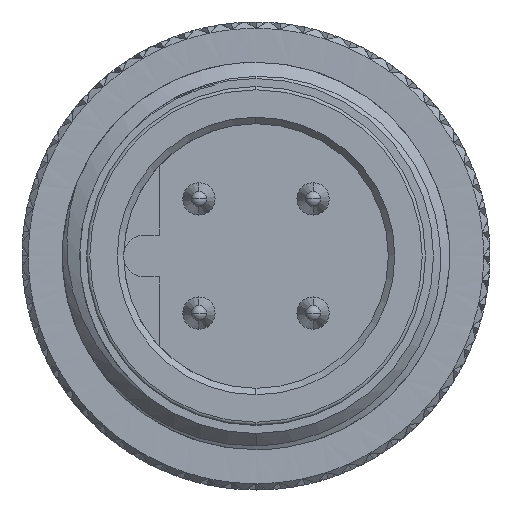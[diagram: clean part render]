
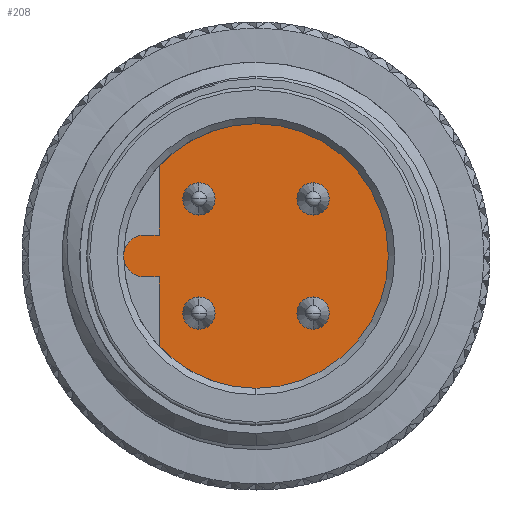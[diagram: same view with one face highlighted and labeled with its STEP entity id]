
A CAD part, left-side view. The second image highlights one B-rep face of the part: STEP entity #208.
In plain terms, the highlighted planar face has unit normal (-1, 0, 0).
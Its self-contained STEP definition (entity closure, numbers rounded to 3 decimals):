
#87 = VERTEX_POINT ( 'NONE', #13772 ) ;
#208 = ADVANCED_FACE ( 'NONE', ( #65834, #16923, #7893, #49850, #64769 ), #64242, .F. ) ;
#364 = CIRCLE ( 'NONE', #29214, 0.5 ) ;
#3012 = EDGE_CURVE ( 'NONE', #52079, #57790, #90439, .T. ) ;
#3245 = DIRECTION ( 'NONE',  ( 0., 0., -1. ) ) ;
#3507 = EDGE_CURVE ( 'NONE', #56603, #37768, #10535, .T. ) ;
#3691 = EDGE_CURVE ( 'NONE', #7122, #37768, #48463, .T. ) ;
#3982 = EDGE_CURVE ( 'NONE', #48791, #42205, #364, .T. ) ;
#4834 = VERTEX_POINT ( 'NONE', #39729 ) ;
#5984 = CIRCLE ( 'NONE', #24639, 0.5 ) ;
#6204 = AXIS2_PLACEMENT_3D ( 'NONE', #82706, #66763, #26325 ) ;
#6498 = LINE ( 'NONE', #34613, #78199 ) ;
#7122 = VERTEX_POINT ( 'NONE', #50094 ) ;
#7893 = FACE_BOUND ( 'NONE', #16360, .T. ) ;
#8792 = AXIS2_PLACEMENT_3D ( 'NONE', #72238, #97284, #80723 ) ;
#8926 = DIRECTION ( 'NONE',  ( 0., 0., -1. ) ) ;
#8998 = DIRECTION ( 'NONE',  ( -1., 0., 0. ) ) ;
#9099 = LINE ( 'NONE', #41476, #98404 ) ;
#10116 = AXIS2_PLACEMENT_3D ( 'NONE', #37591, #36029, #20603 ) ;
#10535 = CIRCLE ( 'NONE', #86982, 0.65 ) ;
#11739 = DIRECTION ( 'NONE',  ( 0., 1., 0. ) ) ;
#11789 = CARTESIAN_POINT ( 'NONE',  ( 0., 0., 0. ) ) ;
#12917 = CARTESIAN_POINT ( 'NONE',  ( 0., 0., 4.1 ) ) ;
#13772 = CARTESIAN_POINT ( 'NONE',  ( 0., 1.768, -1.268 ) ) ;
#14825 = ORIENTED_EDGE ( 'NONE', *, *, #3982, .T. ) ;
#16360 = EDGE_LOOP ( 'NONE', ( #14825, #51427 ) ) ;
#16465 = VERTEX_POINT ( 'NONE', #47084 ) ;
#16923 = FACE_BOUND ( 'NONE', #28294, .T. ) ;
#19105 = ORIENTED_EDGE ( 'NONE', *, *, #3507, .F. ) ;
#19706 = CARTESIAN_POINT ( 'NONE',  ( 0., -1.768, -1.768 ) ) ;
#19771 = VERTEX_POINT ( 'NONE', #102268 ) ;
#20398 = DIRECTION ( 'NONE',  ( 1., 0., 0. ) ) ;
#20603 = DIRECTION ( 'NONE',  ( 0., 0., -1. ) ) ;
#22271 = AXIS2_PLACEMENT_3D ( 'NONE', #64298, #87207, #48328 ) ;
#23478 = DIRECTION ( 'NONE',  ( 0., 0., -1. ) ) ;
#23497 = CARTESIAN_POINT ( 'NONE',  ( 0., 3.45, 0. ) ) ;
#23957 = EDGE_LOOP ( 'NONE', ( #60346, #39091 ) ) ;
#24639 = AXIS2_PLACEMENT_3D ( 'NONE', #36357, #20398, #8926 ) ;
#25428 = CARTESIAN_POINT ( 'NONE',  ( 0., -1.768, -1.268 ) ) ;
#25478 = CARTESIAN_POINT ( 'NONE',  ( 0., -1.768, -1.768 ) ) ;
#25640 = LINE ( 'NONE', #49551, #40613 ) ;
#26177 = DIRECTION ( 'NONE',  ( -1., 0., 0. ) ) ;
#26325 = DIRECTION ( 'NONE',  ( 0., 0., 1. ) ) ;
#28294 = EDGE_LOOP ( 'NONE', ( #73302, #101651 ) ) ;
#28534 = VERTEX_POINT ( 'NONE', #72532 ) ;
#29214 = AXIS2_PLACEMENT_3D ( 'NONE', #25478, #40880, #68517 ) ;
#30002 = CARTESIAN_POINT ( 'NONE',  ( 0., 1.768, 1.768 ) ) ;
#30695 = EDGE_CURVE ( 'NONE', #63700, #73172, #76663, .T. ) ;
#31744 = DIRECTION ( 'NONE',  ( 1., 0., 0. ) ) ;
#32251 = ORIENTED_EDGE ( 'NONE', *, *, #53743, .T. ) ;
#34287 = VECTOR ( 'NONE', #11739, 1000. ) ;
#34613 = CARTESIAN_POINT ( 'NONE',  ( 0., 3., 2.795 ) ) ;
#36029 = DIRECTION ( 'NONE',  ( 1., 0., 0. ) ) ;
#36357 = CARTESIAN_POINT ( 'NONE',  ( 0., -1.768, 1.768 ) ) ;
#37591 = CARTESIAN_POINT ( 'NONE',  ( 0., 1.768, -1.768 ) ) ;
#37768 = VERTEX_POINT ( 'NONE', #67460 ) ;
#39091 = ORIENTED_EDGE ( 'NONE', *, *, #68155, .T. ) ;
#39630 = ORIENTED_EDGE ( 'NONE', *, *, #41984, .T. ) ;
#39729 = CARTESIAN_POINT ( 'NONE',  ( 0., 1.768, 1.268 ) ) ;
#40613 = VECTOR ( 'NONE', #97513, 1000. ) ;
#40880 = DIRECTION ( 'NONE',  ( 1., 0., 0. ) ) ;
#41476 = CARTESIAN_POINT ( 'NONE',  ( 0., 3.45, -0.65 ) ) ;
#41840 = CIRCLE ( 'NONE', #6204, 4.1 ) ;
#41984 = EDGE_CURVE ( 'NONE', #28534, #87, #69721, .T. ) ;
#42205 = VERTEX_POINT ( 'NONE', #89844 ) ;
#42643 = CARTESIAN_POINT ( 'NONE',  ( 0., 1.768, 2.268 ) ) ;
#45201 = DIRECTION ( 'NONE',  ( 1., 0., 0. ) ) ;
#47084 = CARTESIAN_POINT ( 'NONE',  ( 0., 3., 2.795 ) ) ;
#48328 = DIRECTION ( 'NONE',  ( 0., 0., -1. ) ) ;
#48463 = LINE ( 'NONE', #69676, #34287 ) ;
#48791 = VERTEX_POINT ( 'NONE', #25428 ) ;
#49551 = CARTESIAN_POINT ( 'NONE',  ( 0., 3., -2.795 ) ) ;
#49850 = FACE_BOUND ( 'NONE', #51107, .T. ) ;
#50094 = CARTESIAN_POINT ( 'NONE',  ( 0., 3., 0.65 ) ) ;
#51107 = EDGE_LOOP ( 'NONE', ( #86020, #39630 ) ) ;
#51427 = ORIENTED_EDGE ( 'NONE', *, *, #71818, .T. ) ;
#52079 = VERTEX_POINT ( 'NONE', #88878 ) ;
#53414 = DIRECTION ( 'NONE',  ( 1., 0., 0. ) ) ;
#53743 = EDGE_CURVE ( 'NONE', #57790, #16465, #41840, .T. ) ;
#53843 = CARTESIAN_POINT ( 'NONE',  ( 0., 3., -0.65 ) ) ;
#54352 = DIRECTION ( 'NONE',  ( 1., 0., 0. ) ) ;
#54653 = EDGE_CURVE ( 'NONE', #86352, #4834, #75889, .T. ) ;
#55147 = CARTESIAN_POINT ( 'NONE',  ( 0., 1.768, 1.768 ) ) ;
#56196 = DIRECTION ( 'NONE',  ( 0., 0., -1. ) ) ;
#56603 = VERTEX_POINT ( 'NONE', #66272 ) ;
#57790 = VERTEX_POINT ( 'NONE', #12917 ) ;
#60346 = ORIENTED_EDGE ( 'NONE', *, *, #54653, .T. ) ;
#61221 = AXIS2_PLACEMENT_3D ( 'NONE', #62320, #96397, #23478 ) ;
#61290 = ORIENTED_EDGE ( 'NONE', *, *, #67971, .T. ) ;
#61594 = ORIENTED_EDGE ( 'NONE', *, *, #93321, .F. ) ;
#61932 = CARTESIAN_POINT ( 'NONE',  ( 0., -1.768, 1.268 ) ) ;
#62320 = CARTESIAN_POINT ( 'NONE',  ( 0., 1.768, -1.768 ) ) ;
#63700 = VERTEX_POINT ( 'NONE', #61932 ) ;
#64242 = PLANE ( 'NONE',  #8792 ) ;
#64280 = ORIENTED_EDGE ( 'NONE', *, *, #3691, .T. ) ;
#64298 = CARTESIAN_POINT ( 'NONE',  ( 0., -1.768, 1.768 ) ) ;
#64520 = ORIENTED_EDGE ( 'NONE', *, *, #98683, .T. ) ;
#64769 = FACE_OUTER_BOUND ( 'NONE', #72642, .T. ) ;
#65834 = FACE_BOUND ( 'NONE', #23957, .T. ) ;
#65836 = ORIENTED_EDGE ( 'NONE', *, *, #80230, .F. ) ;
#66272 = CARTESIAN_POINT ( 'NONE',  ( 0., 3.45, -0.65 ) ) ;
#66763 = DIRECTION ( 'NONE',  ( -1., 0., 0. ) ) ;
#67460 = CARTESIAN_POINT ( 'NONE',  ( 0., 3.45, 0.65 ) ) ;
#67971 = EDGE_CURVE ( 'NONE', #19771, #52079, #75961, .T. ) ;
#68155 = EDGE_CURVE ( 'NONE', #4834, #86352, #79363, .T. ) ;
#68517 = DIRECTION ( 'NONE',  ( 0., 0., -1. ) ) ;
#69676 = CARTESIAN_POINT ( 'NONE',  ( 0., 3.45, 0.65 ) ) ;
#69721 = CIRCLE ( 'NONE', #61221, 0.5 ) ;
#71818 = EDGE_CURVE ( 'NONE', #42205, #48791, #84539, .T. ) ;
#72238 = CARTESIAN_POINT ( 'NONE',  ( 0., 4.1, 0. ) ) ;
#72532 = CARTESIAN_POINT ( 'NONE',  ( 0., 1.768, -2.268 ) ) ;
#72617 = AXIS2_PLACEMENT_3D ( 'NONE', #11789, #26177, #83606 ) ;
#72642 = EDGE_LOOP ( 'NONE', ( #61290, #85843, #32251, #64520, #64280, #19105, #61594, #65836 ) ) ;
#73172 = VERTEX_POINT ( 'NONE', #88865 ) ;
#73302 = ORIENTED_EDGE ( 'NONE', *, *, #80951, .T. ) ;
#74011 = DIRECTION ( 'NONE',  ( 0., 0., -1. ) ) ;
#75889 = CIRCLE ( 'NONE', #84152, 0.5 ) ;
#75961 = CIRCLE ( 'NONE', #72617, 4.1 ) ;
#76663 = CIRCLE ( 'NONE', #22271, 0.5 ) ;
#78199 = VECTOR ( 'NONE', #74011, 1000. ) ;
#79363 = CIRCLE ( 'NONE', #86217, 0.5 ) ;
#80230 = EDGE_CURVE ( 'NONE', #19771, #89810, #25640, .T. ) ;
#80723 = DIRECTION ( 'NONE',  ( 0., 0., -1. ) ) ;
#80951 = EDGE_CURVE ( 'NONE', #73172, #63700, #5984, .T. ) ;
#82366 = DIRECTION ( 'NONE',  ( 0., 0., 1. ) ) ;
#82706 = CARTESIAN_POINT ( 'NONE',  ( 0., 0., 0. ) ) ;
#83606 = DIRECTION ( 'NONE',  ( 0., 0., 1. ) ) ;
#84152 = AXIS2_PLACEMENT_3D ( 'NONE', #30002, #53414, #94930 ) ;
#84539 = CIRCLE ( 'NONE', #94760, 0.5 ) ;
#85843 = ORIENTED_EDGE ( 'NONE', *, *, #3012, .T. ) ;
#86020 = ORIENTED_EDGE ( 'NONE', *, *, #100292, .T. ) ;
#86217 = AXIS2_PLACEMENT_3D ( 'NONE', #55147, #31744, #56196 ) ;
#86352 = VERTEX_POINT ( 'NONE', #42643 ) ;
#86982 = AXIS2_PLACEMENT_3D ( 'NONE', #23497, #54352, #88405 ) ;
#87207 = DIRECTION ( 'NONE',  ( 1., 0., 0. ) ) ;
#88405 = DIRECTION ( 'NONE',  ( 0., 0., 1. ) ) ;
#88865 = CARTESIAN_POINT ( 'NONE',  ( 0., -1.768, 2.268 ) ) ;
#88878 = CARTESIAN_POINT ( 'NONE',  ( 0., 0., -4.1 ) ) ;
#89810 = VERTEX_POINT ( 'NONE', #53843 ) ;
#89843 = CARTESIAN_POINT ( 'NONE',  ( 0., 0., 0. ) ) ;
#89844 = CARTESIAN_POINT ( 'NONE',  ( 0., -1.768, -2.268 ) ) ;
#90439 = CIRCLE ( 'NONE', #104059, 4.1 ) ;
#93321 = EDGE_CURVE ( 'NONE', #89810, #56603, #9099, .T. ) ;
#94760 = AXIS2_PLACEMENT_3D ( 'NONE', #19706, #45201, #3245 ) ;
#94930 = DIRECTION ( 'NONE',  ( 0., 0., -1. ) ) ;
#95847 = DIRECTION ( 'NONE',  ( 0., 1., 0. ) ) ;
#96397 = DIRECTION ( 'NONE',  ( 1., 0., 0. ) ) ;
#96707 = CIRCLE ( 'NONE', #10116, 0.5 ) ;
#97284 = DIRECTION ( 'NONE',  ( 1., 0., 0. ) ) ;
#97513 = DIRECTION ( 'NONE',  ( 0., 0., 1. ) ) ;
#98404 = VECTOR ( 'NONE', #95847, 1000. ) ;
#98683 = EDGE_CURVE ( 'NONE', #16465, #7122, #6498, .T. ) ;
#100292 = EDGE_CURVE ( 'NONE', #87, #28534, #96707, .T. ) ;
#101651 = ORIENTED_EDGE ( 'NONE', *, *, #30695, .T. ) ;
#102268 = CARTESIAN_POINT ( 'NONE',  ( 0., 3., -2.795 ) ) ;
#104059 = AXIS2_PLACEMENT_3D ( 'NONE', #89843, #8998, #82366 ) ;
